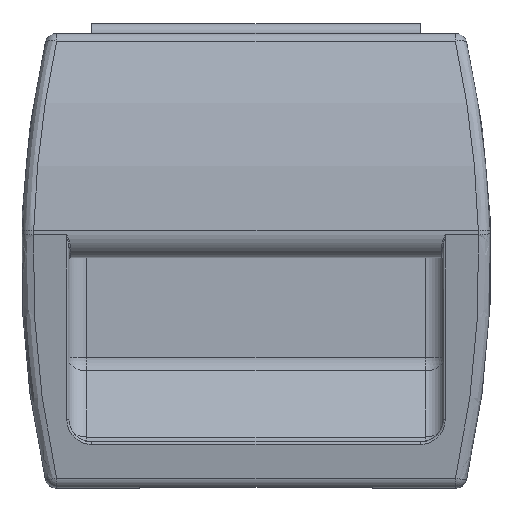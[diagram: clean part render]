
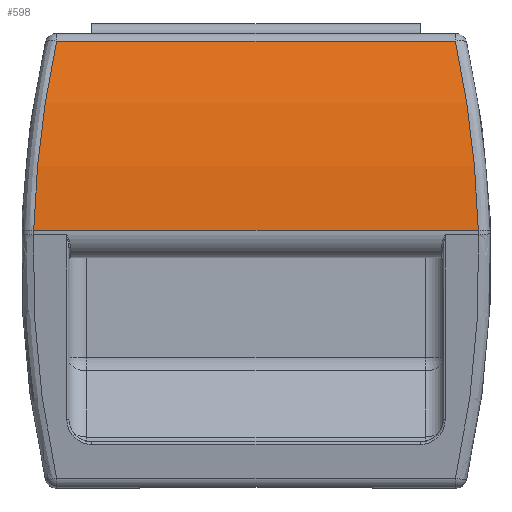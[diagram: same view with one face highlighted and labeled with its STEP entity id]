
A CAD part, front view. The second image highlights one B-rep face of the part: STEP entity #598.
In plain terms, the highlighted cylindrical face has radius 155 mm (diameter 310 mm), a partial arc.
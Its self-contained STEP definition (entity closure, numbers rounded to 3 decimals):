
#598=ADVANCED_FACE('',(#5360),#5359,.T.);
#5359=CYLINDRICAL_SURFACE('',#11360,155.);
#5360=FACE_OUTER_BOUND('',#11361,.T.);
#11357=CARTESIAN_POINT('',(-1198.5,140.176,5.126));
#11358=DIRECTION('',(-1.,0.,0.));
#11359=DIRECTION('',(0.,0.,1.));
#11360=AXIS2_PLACEMENT_3D('',#11357,#11358,#11359);
#11361=EDGE_LOOP('',(#17374,#17375,#17376,#17377));
#17374=ORIENTED_EDGE('',*,*,#19429,.T.);
#17375=ORIENTED_EDGE('',*,*,#19426,.T.);
#17376=ORIENTED_EDGE('',*,*,#19796,.T.);
#17377=ORIENTED_EDGE('',*,*,#19854,.F.);
#19426=EDGE_CURVE('',#25804,#25819,#25826,.T.);
#19429=EDGE_CURVE('',#25845,#25804,#25846,.T.);
#19796=EDGE_CURVE('',#25819,#28252,#28259,.T.);
#19854=EDGE_CURVE('',#25845,#28252,#28622,.T.);
#25804=VERTEX_POINT('',#35531);
#25819=VERTEX_POINT('',#35544);
#25826=(BOUNDED_CURVE() B_SPLINE_CURVE(3,(#35549,#35550,#35551,#35552,#35553,#35554,#35555,#35556),.UNSPECIFIED.,.F.,.F.) B_SPLINE_CURVE_WITH_KNOTS((4,2,2,4),(0.,0.025,0.038,0.051),.UNSPECIFIED.) CURVE() GEOMETRIC_REPRESENTATION_ITEM() RATIONAL_B_SPLINE_CURVE((1.,1.,1.,1.,1.,1.,1.,1.)) REPRESENTATION_ITEM('') );
#25845=VERTEX_POINT('',#35566);
#25846=LINE('',#35567,#35568);
#28252=VERTEX_POINT('',#37328);
#28259=LINE('',#37333,#37334);
#28622=(BOUNDED_CURVE() B_SPLINE_CURVE(3,(#37559,#37560,#37561,#37562,#37563,#37564,#37565,#37566),.UNSPECIFIED.,.F.,.F.) B_SPLINE_CURVE_WITH_KNOTS((4,2,2,4),(0.,0.025,0.038,0.051),.UNSPECIFIED.) CURVE() GEOMETRIC_REPRESENTATION_ITEM() RATIONAL_B_SPLINE_CURVE((1.,1.,1.,1.,1.,1.,1.,1.)) REPRESENTATION_ITEM('') );
#35531=CARTESIAN_POINT('',(-250.686,-5.715,57.48));
#35544=CARTESIAN_POINT('',(-256.691,-14.799,7.926));
#35549=CARTESIAN_POINT('',(-250.686,-5.715,57.48));
#35550=CARTESIAN_POINT('',(-252.388,-8.56,49.55));
#35551=CARTESIAN_POINT('',(-253.759,-10.74,41.458));
#35552=CARTESIAN_POINT('',(-255.276,-13.021,29.073));
#35553=CARTESIAN_POINT('',(-255.692,-13.615,24.904));
#35554=CARTESIAN_POINT('',(-256.335,-14.466,16.48));
#35555=CARTESIAN_POINT('',(-256.563,-14.721,12.226));
#35556=CARTESIAN_POINT('',(-256.691,-14.799,7.926));
#35566=CARTESIAN_POINT('',(-146.315,-5.715,57.48));
#35567=CARTESIAN_POINT('',(-146.315,-5.715,57.48));
#35568=VECTOR('',#35569,104.371);
#35569=DIRECTION('',(-1.,0.,0.));
#37328=CARTESIAN_POINT('',(-140.31,-14.799,7.926));
#37333=CARTESIAN_POINT('',(-256.691,-14.799,7.926));
#37334=VECTOR('',#37335,116.381);
#37335=DIRECTION('',(1.,0.,0.));
#37559=CARTESIAN_POINT('',(-146.315,-5.715,57.48));
#37560=CARTESIAN_POINT('',(-144.613,-8.56,49.55));
#37561=CARTESIAN_POINT('',(-143.242,-10.74,41.458));
#37562=CARTESIAN_POINT('',(-141.725,-13.021,29.073));
#37563=CARTESIAN_POINT('',(-141.309,-13.615,24.904));
#37564=CARTESIAN_POINT('',(-140.665,-14.466,16.48));
#37565=CARTESIAN_POINT('',(-140.438,-14.721,12.226));
#37566=CARTESIAN_POINT('',(-140.31,-14.799,7.926));
